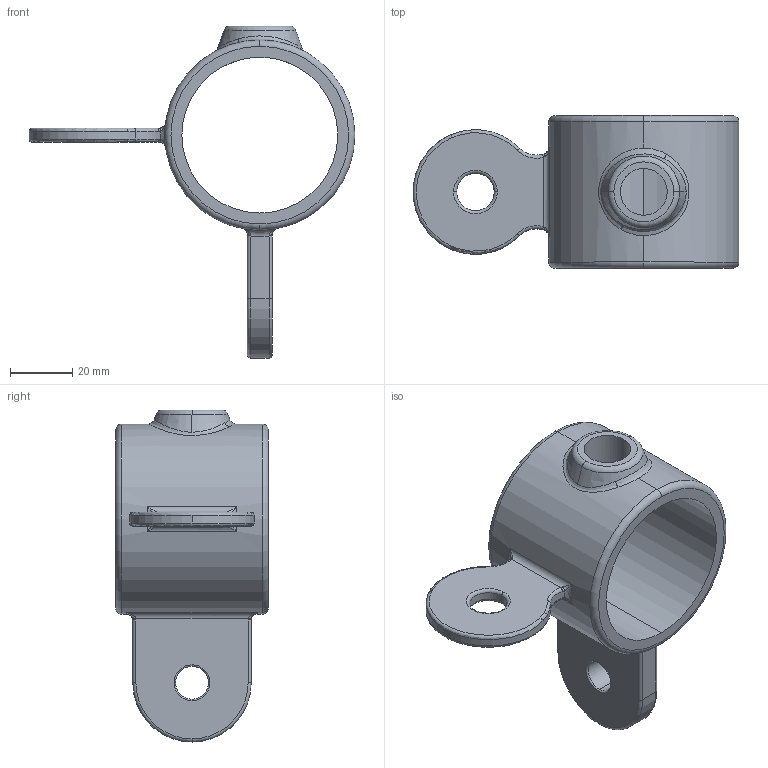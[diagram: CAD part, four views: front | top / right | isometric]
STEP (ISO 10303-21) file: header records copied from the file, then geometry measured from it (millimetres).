
FILE_DESCRIPTION (( 'STEP AP203' ), '1' );
FILE_NAME ('T16800M.STEP', '2018-07-02T13:35:54', ( '' ), ( '' ), 'SwSTEP 2.0', 'SolidWorks 2016', '' );
FILE_SCHEMA (( 'CONFIG_CONTROL_DESIGN' ));
Length unit declared in the file: millimetre
Products named in the file (1): T16800M
Bounding box: 104.5 x 49 x 106.5 mm (x, y, z)
Volume: 63425 mm3; surface area: 25299.6 mm2
Topology: 1 solids, 1 shells, 81 faces, 198 edges, 111 vertices
Faces by surface type: torus 27, cylinder 23, bspline 20, plane 9, cone 2
Entity records: 3567 total; most frequent: CARTESIAN_POINT 1719, ORIENTED_EDGE 380, DIRECTION 372, EDGE_CURVE 190, AXIS2_PLACEMENT_3D 168, VERTEX_POINT 111, CIRCLE 106, EDGE_LOOP 89
